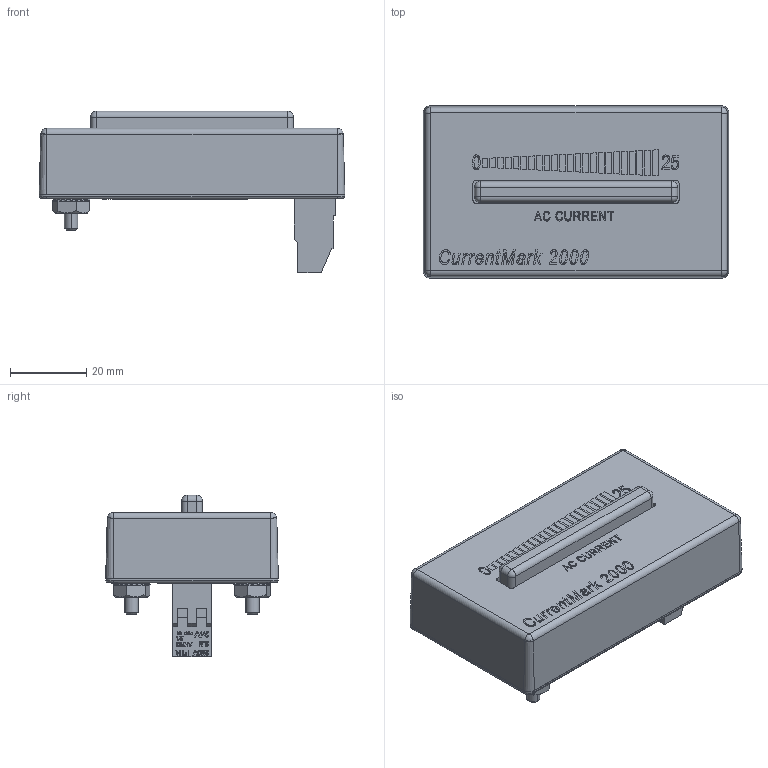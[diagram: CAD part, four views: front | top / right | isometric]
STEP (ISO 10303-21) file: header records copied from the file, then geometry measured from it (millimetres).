
FILE_DESCRIPTION (( 'STEP AP203' ), '1' );
FILE_NAME ('CRM2000-25-Remote.STEP', '2018-07-30T18:50:24', ( '' ), ( '' ), 'SwSTEP 2.0', 'SolidWorks 2018', '' );
FILE_SCHEMA (( 'CONFIG_CONTROL_DESIGN' ));
Length unit declared in the file: inch
Products named in the file (12): M000397_Cut Pins; PCB-Display Board; Current Mark - PCB Assy_CM2000-Remote; M002157-Screw-1 x .25 flat head blk; M000631-LABEL; Current Mark 2000 - Light Pipe_With Color; CRM2000-25-Remote; M000499-Label-Flat; M001981-Screw, 8-32-.375 Slotted TC_Pan Head; M001980-Nut-8-32-Hex-Keps; CASE-SCREW-ASSY-DESIGN_S001950-25; COVER-SCREW-ASSY-DESIGN_M001947-R
Assembly tree (18 placements, depth 3):
  CRM2000-25-Remote
    CASE-SCREW-ASSY-DESIGN_S001950-25
    Current Mark - PCB Assy_CM2000-Remote
      PCB-Display Board
      M000397_Cut Pins
      Current Mark 2000 - Light Pipe_With Color
    COVER-SCREW-ASSY-DESIGN_M001947-R
    M001981-Screw, 8-32-.375 Slotted TC_Pan Head  x2
    M002157-Screw-1 x .25 flat head blk  x6
    M001980-Nut-8-32-Hex-Keps  x2
    M000499-Label-Flat
    M000631-LABEL
Bounding box: 80.28 x 45.35 x 42.42 mm (x, y, z)
Volume: 24421.1 mm3; surface area: 36528.7 mm2
Topology: 17 solids, 17 shells, 2036 faces, 5471 edges, 3620 vertices
Faces by surface type: plane 1071, bspline 481, cylinder 322, cone 142, torus 16, sphere 4
Entity records: 69770 total; most frequent: CARTESIAN_POINT 32014, ORIENTED_EDGE 8336, DIRECTION 5923, EDGE_CURVE 4168, VECTOR 2827, LINE 2827, VERTEX_POINT 2765, EDGE_LOOP 1739
